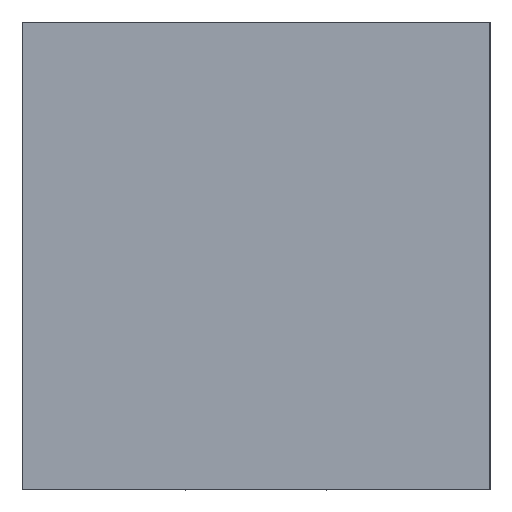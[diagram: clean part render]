
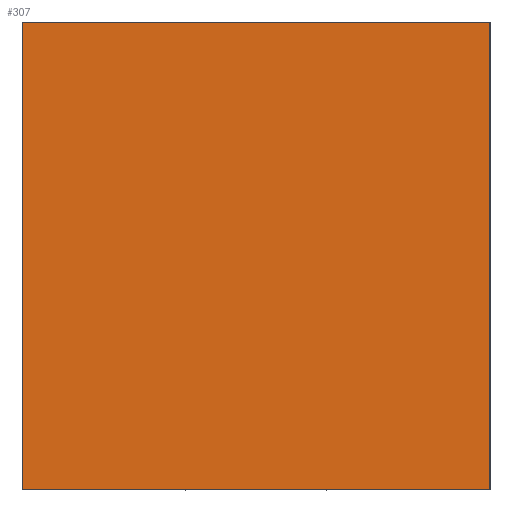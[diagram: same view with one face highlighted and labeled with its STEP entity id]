
A CAD part, left-side view. The second image highlights one B-rep face of the part: STEP entity #307.
In plain terms, the highlighted planar face has unit normal (-1, 0, 0).
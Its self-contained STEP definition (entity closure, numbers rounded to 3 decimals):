
#110=PLANE('',#331);
#126=VERTEX_POINT('',#396);
#127=VERTEX_POINT('',#398);
#131=VERTEX_POINT('',#407);
#141=VERTEX_POINT('',#437);
#145=VECTOR('',#343,1.);
#149=VECTOR('',#350,1.);
#154=VECTOR('',#381,1.);
#155=VECTOR('',#383,1.);
#159=LINE('',#397,#145);
#163=LINE('',#408,#149);
#168=LINE('',#438,#154);
#169=LINE('',#440,#155);
#175=EDGE_CURVE('',#126,#127,#159,.T.);
#181=EDGE_CURVE('',#131,#126,#163,.T.);
#194=EDGE_CURVE('',#131,#141,#168,.T.);
#195=EDGE_CURVE('',#141,#127,#169,.T.);
#233=ORIENTED_EDGE('',*,*,#195,.T.);
#234=ORIENTED_EDGE('',*,*,#175,.F.);
#235=ORIENTED_EDGE('',*,*,#181,.F.);
#236=ORIENTED_EDGE('',*,*,#194,.T.);
#266=EDGE_LOOP('',(#233,#234,#235,#236));
#290=FACE_BOUND('',#266,.T.);
#307=ADVANCED_FACE('',(#290),#110,.T.);
#331=AXIS2_PLACEMENT_3D('',#439,#382,$);
#343=DIRECTION('',(0.,0.,1.));
#350=DIRECTION('',(0.,1.,0.));
#381=DIRECTION('',(0.,0.,1.));
#382=DIRECTION('',(-1.,0.,0.));
#383=DIRECTION('',(0.,1.,0.));
#396=CARTESIAN_POINT('',(0.,20.,0.));
#397=CARTESIAN_POINT('',(0.,20.,0.));
#398=CARTESIAN_POINT('',(0.,20.,20.));
#407=CARTESIAN_POINT('',(0.,0.,0.));
#408=CARTESIAN_POINT('',(0.,0.,0.));
#437=CARTESIAN_POINT('',(0.,0.,20.));
#438=CARTESIAN_POINT('',(0.,0.,0.));
#439=CARTESIAN_POINT('',(0.,10.,0.));
#440=CARTESIAN_POINT('',(0.,0.,20.));
